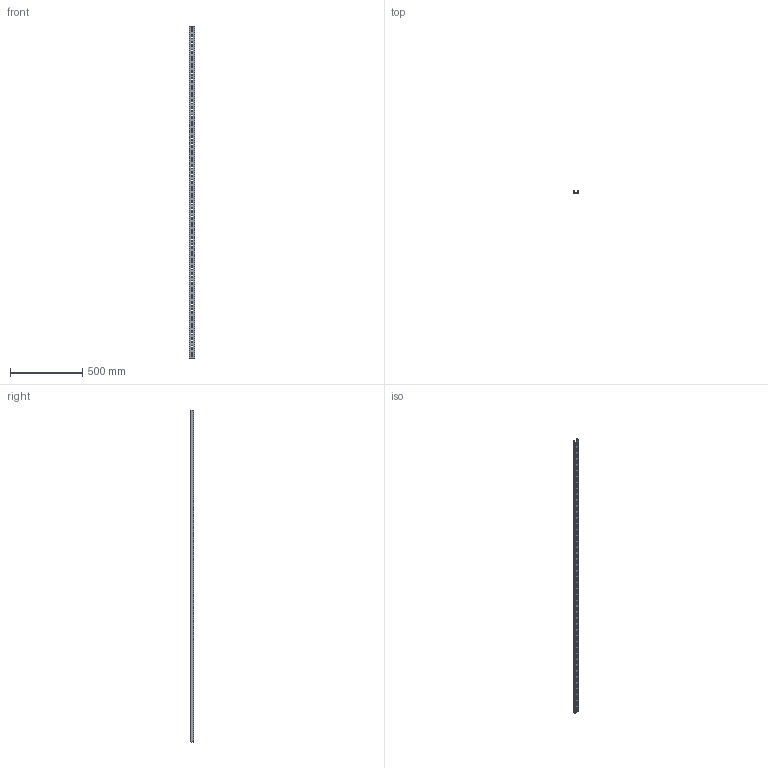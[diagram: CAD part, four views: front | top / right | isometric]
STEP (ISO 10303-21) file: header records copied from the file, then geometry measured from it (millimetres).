
FILE_DESCRIPTION (( 'STEP AP203' ), '1' );
FILE_NAME ('STRUT-镳铘桦黖h21-2300.step', '2022-01-25T09:42:43', ( '' ), ( '' ), 'SwSTEP 2.0', 'SolidWorks 2017', '' );
FILE_SCHEMA (( 'CONFIG_CONTROL_DESIGN' ));
Length unit declared in the file: millimetre
Products named in the file (1): STRUT-镳铘桦黖h21-2300
Bounding box: 41 x 21 x 2300 mm (x, y, z)
Volume: 419295.8 mm3; surface area: 444935.6 mm2
Topology: 1 solids, 1 shells, 1808 faces, 5418 edges, 3612 vertices
Faces by surface type: plane 1710, cylinder 98
Entity records: 60079 total; most frequent: CARTESIAN_POINT 10839, ORIENTED_EDGE 10836, DIRECTION 9232, EDGE_CURVE 5418, LINE 5222, VECTOR 5222, VERTEX_POINT 3612, AXIS2_PLACEMENT_3D 2005
